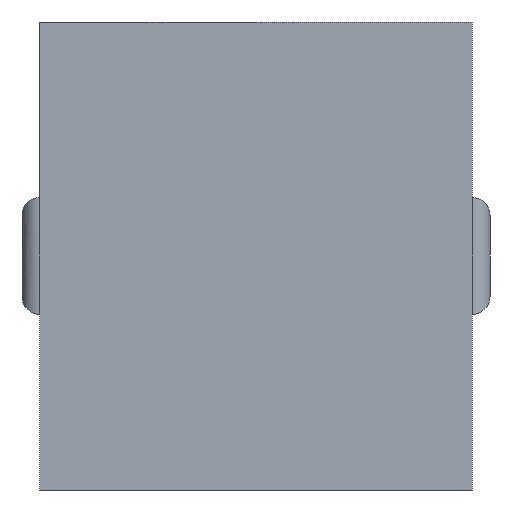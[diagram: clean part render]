
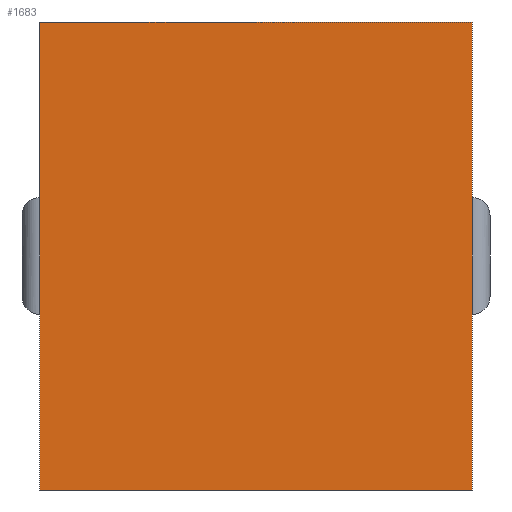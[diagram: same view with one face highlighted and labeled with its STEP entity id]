
A CAD part, front view. The second image highlights one B-rep face of the part: STEP entity #1683.
In plain terms, the highlighted planar face has unit normal (0, -1, 0).
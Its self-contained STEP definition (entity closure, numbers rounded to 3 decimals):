
#71 = CARTESIAN_POINT ( 'NONE',  ( 3.6, 0., 3.9 ) ) ;
#126 = VECTOR ( 'NONE', #670, 1000. ) ;
#182 = FACE_OUTER_BOUND ( 'NONE', #2550, .T. ) ;
#224 = ORIENTED_EDGE ( 'NONE', *, *, #1611, .T. ) ;
#401 = VERTEX_POINT ( 'NONE', #1460 ) ;
#598 = CARTESIAN_POINT ( 'NONE',  ( 0., 0., 3.9 ) ) ;
#649 = DIRECTION ( 'NONE',  ( 1., 0., 0. ) ) ;
#670 = DIRECTION ( 'NONE',  ( 0., 0., -1. ) ) ;
#709 = AXIS2_PLACEMENT_3D ( 'NONE', #2994, #1690, #3008 ) ;
#882 = EDGE_CURVE ( 'NONE', #1199, #3225, #2464, .T. ) ;
#992 = CARTESIAN_POINT ( 'NONE',  ( 3.6, 0., 0. ) ) ;
#1048 = ORIENTED_EDGE ( 'NONE', *, *, #882, .F. ) ;
#1131 = LINE ( 'NONE', #2259, #126 ) ;
#1199 = VERTEX_POINT ( 'NONE', #1543 ) ;
#1367 = ORIENTED_EDGE ( 'NONE', *, *, #3028, .F. ) ;
#1428 = VECTOR ( 'NONE', #1862, 1000. ) ;
#1460 = CARTESIAN_POINT ( 'NONE',  ( 0., 0., 0. ) ) ;
#1497 = VERTEX_POINT ( 'NONE', #3011 ) ;
#1543 = CARTESIAN_POINT ( 'NONE',  ( 3.6, 0., 3.9 ) ) ;
#1611 = EDGE_CURVE ( 'NONE', #1497, #401, #1131, .T. ) ;
#1678 = CARTESIAN_POINT ( 'NONE',  ( 0., 0., 0. ) ) ;
#1683 = ADVANCED_FACE ( 'NONE', ( #182 ), #1963, .F. ) ;
#1690 = DIRECTION ( 'NONE',  ( 0., 1., 0. ) ) ;
#1715 = EDGE_CURVE ( 'NONE', #401, #3225, #2623, .T. ) ;
#1846 = VECTOR ( 'NONE', #2957, 1000. ) ;
#1862 = DIRECTION ( 'NONE',  ( 1., 0., 0. ) ) ;
#1963 = PLANE ( 'NONE',  #709 ) ;
#2259 = CARTESIAN_POINT ( 'NONE',  ( 0., 0., 3.9 ) ) ;
#2413 = ORIENTED_EDGE ( 'NONE', *, *, #1715, .T. ) ;
#2464 = LINE ( 'NONE', #71, #1846 ) ;
#2550 = EDGE_LOOP ( 'NONE', ( #2413, #1048, #1367, #224 ) ) ;
#2591 = LINE ( 'NONE', #598, #1428 ) ;
#2623 = LINE ( 'NONE', #1678, #2932 ) ;
#2932 = VECTOR ( 'NONE', #649, 1000. ) ;
#2957 = DIRECTION ( 'NONE',  ( 0., 0., -1. ) ) ;
#2994 = CARTESIAN_POINT ( 'NONE',  ( 0., 0., 3.9 ) ) ;
#3008 = DIRECTION ( 'NONE',  ( 0., 0., 1. ) ) ;
#3011 = CARTESIAN_POINT ( 'NONE',  ( 0., 0., 3.9 ) ) ;
#3028 = EDGE_CURVE ( 'NONE', #1497, #1199, #2591, .T. ) ;
#3225 = VERTEX_POINT ( 'NONE', #992 ) ;
